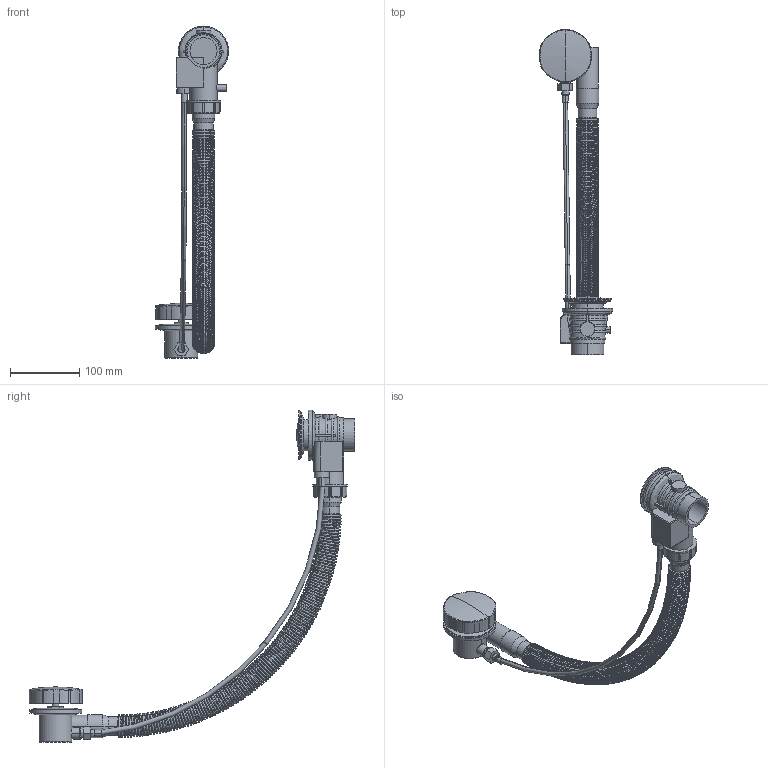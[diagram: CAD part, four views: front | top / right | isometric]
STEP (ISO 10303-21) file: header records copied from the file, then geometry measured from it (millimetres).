
FILE_DESCRIPTION (( 'STEP AP203' ), '1' );
FILE_NAME ('AAZ312138.STEP', '2025-07-24T09:26:45', ( '' ), ( '' ), 'SwSTEP 2.0', 'SolidWorks 2021', '' );
FILE_SCHEMA (( 'CONFIG_CONTROL_DESIGN' ));
Products named in the file (5): AAZ312138_1; AAZ312138; AAZ312138_3_Predeterminado; AAZ312138_4; AAZ312138_2
Assembly tree (4 placements, depth 2):
  AAZ312138
    AAZ312138_1
    AAZ312138_2
    AAZ312138_3_Predeterminado
    AAZ312138_4
Bounding box: 105.62 x 469.62 x 478.4 mm (x, y, z)
Volume: 902946.8 mm3; surface area: 195441.5 mm2
Topology: 4 solids, 4 shells, 1256 faces, 3114 edges, 1883 vertices
Faces by surface type: torus 521, cone 506, cylinder 107, plane 92, bspline 26, sphere 4
Entity records: 79298 total; most frequent: CARTESIAN_POINT 51889, ORIENTED_EDGE 6220, DIRECTION 4770, EDGE_CURVE 3110, AXIS2_PLACEMENT_3D 2007, VERTEX_POINT 1883, B_SPLINE_CURVE_WITH_KNOTS 1582, EDGE_LOOP 1277
